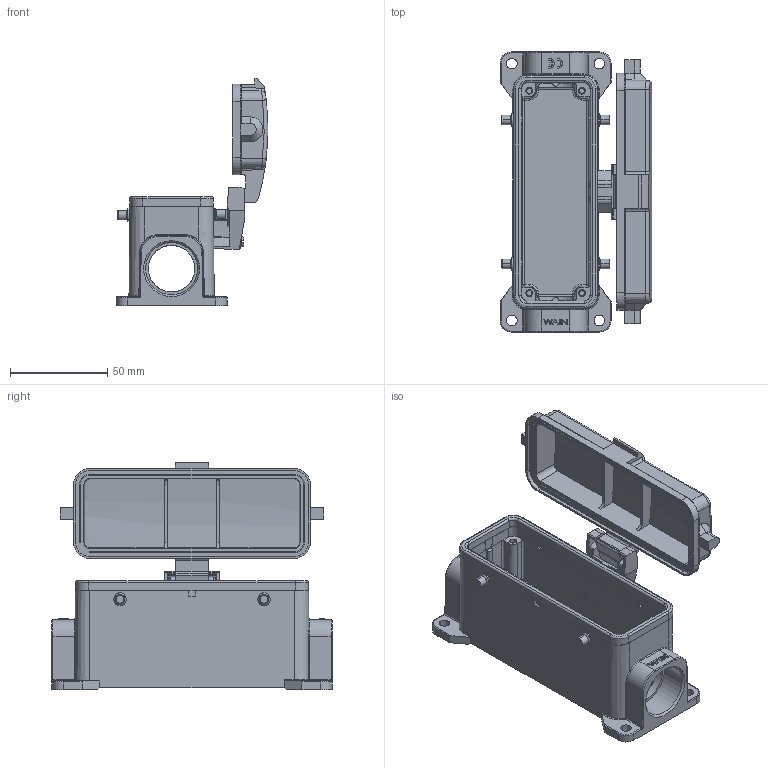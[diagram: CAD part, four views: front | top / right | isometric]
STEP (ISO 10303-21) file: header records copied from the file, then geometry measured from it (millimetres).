
FILE_DESCRIPTION(/* description */ (''),/* implementation_level */ '2;1');
FILE_NAME(/* name */ 'H24B-SF-4B-CV-2PG21.stp',/* time_stamp */ '2023-08-31T14:59:43+08:00',/* author */ (''),/* organization */ (''),/* preprocessor_version */ 'ST-DEVELOPER v18.1',/* originating_system */ 'SIEMENS PLM Software NX 1980',/* authorisation */ '');
FILE_SCHEMA (('AUTOMOTIVE_DESIGN { 1 0 10303 214 3 1 1 1 }'));
Products named in the file (1): 13844B44AEF68pot
Bounding box: 77.99 x 144 x 116.82 mm (x, y, z)
Volume: 131839.2 mm3; surface area: 83006.3 mm2
Topology: 13 solids, 13 shells, 1031 faces, 2757 edges, 1769 vertices
Faces by surface type: cylinder 464, plane 392, torus 81, cone 60, bspline 26, sphere 8
Full cylindrical faces by diameter (mm): 3 x7, 4 x2, 24 x2, 26.7 x2
Entity records: 49260 total; most frequent: CARTESIAN_POINT 24302, ORIENTED_EDGE 5436, DIRECTION 4803, EDGE_CURVE 2718, VERTEX_POINT 1760, AXIS2_PLACEMENT_3D 1715, LINE 1373, VECTOR 1373
